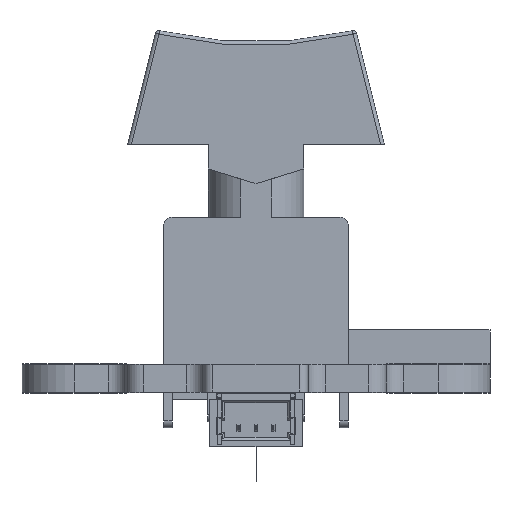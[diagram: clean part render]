
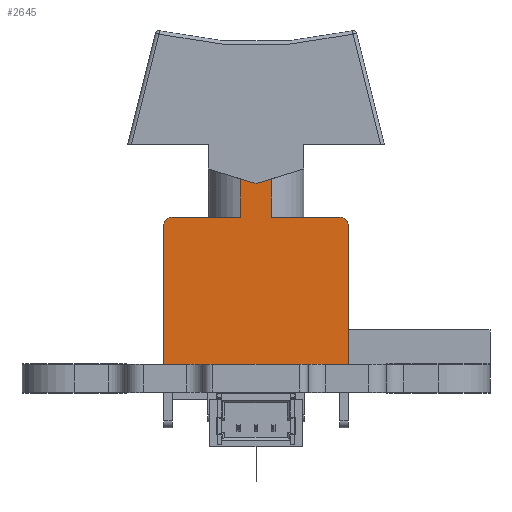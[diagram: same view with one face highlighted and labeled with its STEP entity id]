
A CAD part, top view. The second image highlights one B-rep face of the part: STEP entity #2645.
In plain terms, the highlighted face is planar.
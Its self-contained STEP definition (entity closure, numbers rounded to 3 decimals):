
#1751=CARTESIAN_POINT('',(-4.83,0.,-8.));
#1752=DIRECTION('',(0.,-1.,0.));
#1753=DIRECTION('',(-1.,0.,0.));
#1754=AXIS2_PLACEMENT_3D('',#1751,#1752,#1753);
#1756=DIRECTION('',(0.,0.,1.));
#1757=VECTOR('',#1756,8.);
#1758=CARTESIAN_POINT('',(-5.33,0.,-8.));
#1759=LINE('',#1758,#1757);
#1760=DIRECTION('',(1.,0.,0.));
#1761=VECTOR('',#1760,10.66);
#1762=CARTESIAN_POINT('',(-5.33,0.,0.));
#1763=LINE('',#1762,#1761);
#1764=DIRECTION('',(0.,0.,-1.));
#1765=VECTOR('',#1764,8.);
#1766=CARTESIAN_POINT('',(5.33,0.,0.));
#1767=LINE('',#1766,#1765);
#1768=CARTESIAN_POINT('',(4.83,0.,-8.));
#1769=DIRECTION('',(0.,-1.,0.));
#1770=DIRECTION('',(0.,0.,-1.));
#1771=AXIS2_PLACEMENT_3D('',#1768,#1769,#1770);
#1773=DIRECTION('',(-1.,0.,0.));
#1774=VECTOR('',#1773,3.934);
#1775=CARTESIAN_POINT('',(4.83,0.,-8.5));
#1776=LINE('',#1775,#1774);
#1777=DIRECTION('',(0.,0.,-1.));
#1778=VECTOR('',#1777,4.2);
#1779=CARTESIAN_POINT('',(0.896,0.,-8.5));
#1780=LINE('',#1779,#1778);
#1781=DIRECTION('',(1.,0.,0.));
#1782=VECTOR('',#1781,1.792);
#1783=CARTESIAN_POINT('',(-0.896,0.,-12.7));
#1784=LINE('',#1783,#1782);
#1785=DIRECTION('',(-1.,0.,0.));
#1786=VECTOR('',#1785,3.934);
#1787=CARTESIAN_POINT('',(-0.896,0.,-8.5));
#1788=LINE('',#1787,#1786);
#1807=DIRECTION('',(0.,0.,-1.));
#1808=VECTOR('',#1807,4.2);
#1809=CARTESIAN_POINT('',(-0.896,0.,-8.5));
#1810=LINE('',#1809,#1808);
#2425=CARTESIAN_POINT('',(-5.33,0.,0.));
#2426=CARTESIAN_POINT('',(5.33,0.,0.));
#2427=VERTEX_POINT('',#2425);
#2428=VERTEX_POINT('',#2426);
#2433=CARTESIAN_POINT('',(-0.896,0.,-8.5));
#2435=VERTEX_POINT('',#2433);
#2438=CARTESIAN_POINT('',(0.896,0.,-8.5));
#2440=VERTEX_POINT('',#2438);
#2477=CARTESIAN_POINT('',(-0.896,0.,-12.7));
#2478=CARTESIAN_POINT('',(0.896,0.,-12.7));
#2479=VERTEX_POINT('',#2477);
#2480=VERTEX_POINT('',#2478);
#2602=CARTESIAN_POINT('',(-5.33,0.,-8.));
#2603=CARTESIAN_POINT('',(-4.83,0.,-8.5));
#2604=VERTEX_POINT('',#2602);
#2605=VERTEX_POINT('',#2603);
#2610=CARTESIAN_POINT('',(4.83,0.,-8.5));
#2611=CARTESIAN_POINT('',(5.33,0.,-8.));
#2612=VERTEX_POINT('',#2610);
#2613=VERTEX_POINT('',#2611);
#2618=CARTESIAN_POINT('',(0.,0.,0.));
#2619=DIRECTION('',(0.,1.,0.));
#2620=DIRECTION('',(1.,0.,0.));
#2621=AXIS2_PLACEMENT_3D('',#2618,#2619,#2620);
#2622=PLANE('',#2621);
#2624=ORIENTED_EDGE('',*,*,#2623,.F.);
#2626=ORIENTED_EDGE('',*,*,#2625,.T.);
#2628=ORIENTED_EDGE('',*,*,#2627,.T.);
#2630=ORIENTED_EDGE('',*,*,#2629,.T.);
#2632=ORIENTED_EDGE('',*,*,#2631,.F.);
#2634=ORIENTED_EDGE('',*,*,#2633,.T.);
#2636=ORIENTED_EDGE('',*,*,#2635,.T.);
#2638=ORIENTED_EDGE('',*,*,#2637,.F.);
#2640=ORIENTED_EDGE('',*,*,#2639,.F.);
#2642=ORIENTED_EDGE('',*,*,#2641,.T.);
#2643=EDGE_LOOP('',(#2624,#2626,#2628,#2630,#2632,#2634,#2636,#2638,#2640,
#2642));
#2644=FACE_OUTER_BOUND('',#2643,.F.);
#2645=ADVANCED_FACE('',(#2644),#2622,.F.);
#1755=CIRCLE('',#1754,0.5);
#1772=CIRCLE('',#1771,0.5);
#2623=EDGE_CURVE('',#2604,#2605,#1755,.T.);
#2625=EDGE_CURVE('',#2604,#2427,#1759,.T.);
#2627=EDGE_CURVE('',#2427,#2428,#1763,.T.);
#2629=EDGE_CURVE('',#2428,#2613,#1767,.T.);
#2631=EDGE_CURVE('',#2612,#2613,#1772,.T.);
#2633=EDGE_CURVE('',#2612,#2440,#1776,.T.);
#2635=EDGE_CURVE('',#2440,#2480,#1780,.T.);
#2637=EDGE_CURVE('',#2479,#2480,#1784,.T.);
#2639=EDGE_CURVE('',#2435,#2479,#1810,.T.);
#2641=EDGE_CURVE('',#2435,#2605,#1788,.T.);
